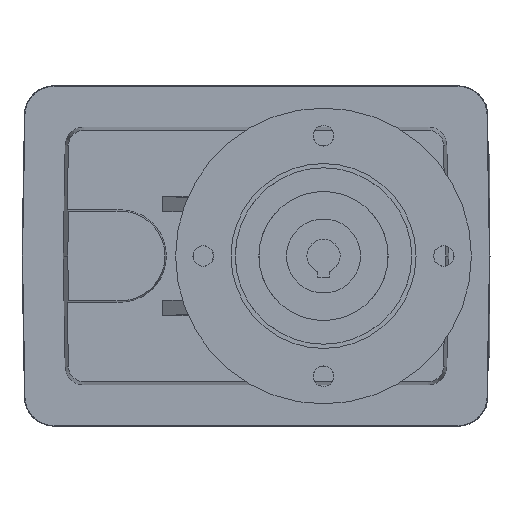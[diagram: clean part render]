
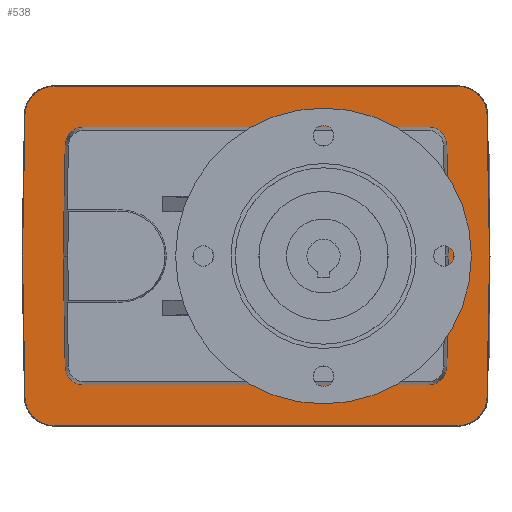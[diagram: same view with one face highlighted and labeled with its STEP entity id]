
A CAD part, left-side view. The second image highlights one B-rep face of the part: STEP entity #538.
In plain terms, the highlighted planar face has unit normal (-1, 0, 0).
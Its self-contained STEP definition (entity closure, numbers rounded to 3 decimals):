
#538 = ADVANCED_FACE( 'NONE', ( #1459, #1460 ), #1461, .T. );
#1459 = FACE_OUTER_BOUND( '', #2849, .T. );
#1460 = FACE_BOUND( '', #2850, .T. );
#1461 = PLANE( '', #2851 );
#2849 = EDGE_LOOP( '', ( #4817, #4818, #4819, #4820, #4821, #4822, #4823, #4824, #4825, #4826 ) );
#2850 = EDGE_LOOP( '', ( #4827, #4828, #4829, #4830, #4831, #4832, #4833, #4834, #4835, #4836 ) );
#2851 = AXIS2_PLACEMENT_3D( '', #4837, #4838, #4839 );
#4817 = ORIENTED_EDGE( '', *, *, #9028, .T. );
#4818 = ORIENTED_EDGE( '', *, *, #9088, .T. );
#4819 = ORIENTED_EDGE( '', *, *, #9089, .T. );
#4820 = ORIENTED_EDGE( '', *, *, #8955, .T. );
#4821 = ORIENTED_EDGE( '', *, *, #9052, .T. );
#4822 = ORIENTED_EDGE( '', *, *, #9090, .T. );
#4823 = ORIENTED_EDGE( '', *, *, #9091, .T. );
#4824 = ORIENTED_EDGE( '', *, *, #9010, .T. );
#4825 = ORIENTED_EDGE( '', *, *, #9092, .T. );
#4826 = ORIENTED_EDGE( '', *, *, #9093, .T. );
#4827 = ORIENTED_EDGE( '', *, *, #8893, .F. );
#4828 = ORIENTED_EDGE( '', *, *, #9094, .F. );
#4829 = ORIENTED_EDGE( '', *, *, #9095, .F. );
#4830 = ORIENTED_EDGE( '', *, *, #9096, .F. );
#4831 = ORIENTED_EDGE( '', *, *, #9097, .F. );
#4832 = ORIENTED_EDGE( '', *, *, #9098, .F. );
#4833 = ORIENTED_EDGE( '', *, *, #9099, .F. );
#4834 = ORIENTED_EDGE( '', *, *, #9100, .F. );
#4835 = ORIENTED_EDGE( '', *, *, #9101, .F. );
#4836 = ORIENTED_EDGE( '', *, *, #9102, .F. );
#4837 = CARTESIAN_POINT( '', ( 11.976, 72.835, 95.651 ) );
#4838 = DIRECTION( '', ( -1., 0., 0. ) );
#4839 = DIRECTION( '', ( 0., 0., 1. ) );
#8893 = EDGE_CURVE( 'NONE', #10410, #10411, #10412, .F. );
#8955 = EDGE_CURVE( 'NONE', #10524, #10522, #10525, .T. );
#9010 = EDGE_CURVE( 'NONE', #10623, #10621, #10624, .T. );
#9028 = EDGE_CURVE( 'NONE', #10654, #10652, #10655, .T. );
#9052 = EDGE_CURVE( 'NONE', #10522, #10694, #10696, .T. );
#9088 = EDGE_CURVE( 'NONE', #10652, #10757, #10758, .T. );
#9089 = EDGE_CURVE( 'NONE', #10757, #10524, #10759, .T. );
#9090 = EDGE_CURVE( 'NONE', #10694, #10760, #10761, .T. );
#9091 = EDGE_CURVE( 'NONE', #10760, #10623, #10762, .T. );
#9092 = EDGE_CURVE( 'NONE', #10621, #10763, #10764, .T. );
#9093 = EDGE_CURVE( 'NONE', #10763, #10654, #10765, .T. );
#9094 = EDGE_CURVE( 'NONE', #10766, #10410, #10767, .F. );
#9095 = EDGE_CURVE( 'NONE', #10768, #10766, #10769, .T. );
#9096 = EDGE_CURVE( 'NONE', #10770, #10768, #10771, .F. );
#9097 = EDGE_CURVE( 'NONE', #10772, #10770, #10773, .T. );
#9098 = EDGE_CURVE( 'NONE', #10774, #10772, #10775, .F. );
#9099 = EDGE_CURVE( 'NONE', #10776, #10774, #10777, .F. );
#9100 = EDGE_CURVE( 'NONE', #10778, #10776, #10779, .T. );
#9101 = EDGE_CURVE( 'NONE', #10780, #10778, #10781, .F. );
#9102 = EDGE_CURVE( 'NONE', #10411, #10780, #10782, .T. );
#10410 = VERTEX_POINT( 'NONE', #12673 );
#10411 = VERTEX_POINT( 'NONE', #12674 );
#10412 = LINE( '', #12675, #12676 );
#10522 = VERTEX_POINT( 'NONE', #13011 );
#10524 = VERTEX_POINT( 'NONE', #13014 );
#10525 = LINE( '', #13015, #13016 );
#10621 = VERTEX_POINT( 'NONE', #13186 );
#10623 = VERTEX_POINT( 'NONE', #13189 );
#10624 = CIRCLE( '', #13190, 7.86 );
#10652 = VERTEX_POINT( 'NONE', #13263 );
#10654 = VERTEX_POINT( 'NONE', #13266 );
#10655 = LINE( '', #13267, #13268 );
#10694 = VERTEX_POINT( 'NONE', #13354 );
#10696 = CIRCLE( '', #13357, 7.86 );
#10757 = VERTEX_POINT( 'NONE', #13442 );
#10758 = LINE( '', #13443, #13444 );
#10759 = CIRCLE( '', #13445, 7.86 );
#10760 = VERTEX_POINT( 'NONE', #13446 );
#10761 = LINE( '', #13447, #13448 );
#10762 = LINE( '', #13449, #13450 );
#10763 = VERTEX_POINT( 'NONE', #13451 );
#10764 = LINE( '', #13452, #13453 );
#10765 = CIRCLE( '', #13454, 7.86 );
#10766 = VERTEX_POINT( 'NONE', #13455 );
#10767 = LINE( '', #13456, #13457 );
#10768 = VERTEX_POINT( 'NONE', #13458 );
#10769 = CIRCLE( '', #13459, 5. );
#10770 = VERTEX_POINT( 'NONE', #13460 );
#10771 = LINE( '', #13461, #13462 );
#10772 = VERTEX_POINT( 'NONE', #13463 );
#10773 = CIRCLE( '', #13464, 5. );
#10774 = VERTEX_POINT( 'NONE', #13465 );
#10775 = LINE( '', #13466, #13467 );
#10776 = VERTEX_POINT( 'NONE', #13468 );
#10777 = LINE( '', #13469, #13470 );
#10778 = VERTEX_POINT( 'NONE', #13471 );
#10779 = CIRCLE( '', #13472, 5. );
#10780 = VERTEX_POINT( 'NONE', #13473 );
#10781 = LINE( '', #13474, #13475 );
#10782 = CIRCLE( '', #13476, 5. );
#12673 = CARTESIAN_POINT( '', ( 11.976, 70.359, 57.651 ) );
#12674 = CARTESIAN_POINT( '', ( 11.976, 69.836, 27.704 ) );
#12675 = CARTESIAN_POINT( '', ( 11.976, 70.359, 57.651 ) );
#12676 = VECTOR( '', #17299, 1000. );
#13011 = CARTESIAN_POINT( '', ( 11.976, -36.335, 11.791 ) );
#13014 = CARTESIAN_POINT( '', ( 11.976, 72.835, 11.791 ) );
#13015 = CARTESIAN_POINT( '', ( 11.976, 72.835, 11.791 ) );
#13016 = VECTOR( '', #17385, 1000. );
#13186 = CARTESIAN_POINT( '', ( 11.976, -36.335, 103.512 ) );
#13189 = CARTESIAN_POINT( '', ( 11.976, -44.195, 95.789 ) );
#13190 = AXIS2_PLACEMENT_3D( '', #17452, #17453, #17454 );
#13263 = CARTESIAN_POINT( '', ( 11.976, 81.36, 57.651 ) );
#13266 = CARTESIAN_POINT( '', ( 11.976, 80.695, 95.789 ) );
#13267 = CARTESIAN_POINT( '', ( 11.976, 80.695, 95.789 ) );
#13268 = VECTOR( '', #17468, 1000. );
#13354 = CARTESIAN_POINT( '', ( 11.976, -44.195, 19.514 ) );
#13357 = AXIS2_PLACEMENT_3D( '', #17490, #17491, #17492 );
#13442 = CARTESIAN_POINT( '', ( 11.976, 80.695, 19.514 ) );
#13443 = CARTESIAN_POINT( '', ( 11.976, 82.021, 95.491 ) );
#13444 = VECTOR( '', #17541, 1000. );
#13445 = AXIS2_PLACEMENT_3D( '', #17542, #17543, #17544 );
#13446 = CARTESIAN_POINT( '', ( 11.976, -44.86, 57.651 ) );
#13447 = CARTESIAN_POINT( '', ( 11.976, -45.488, 93.586 ) );
#13448 = VECTOR( '', #17545, 1000. );
#13449 = CARTESIAN_POINT( '', ( 11.976, -44.161, 97.694 ) );
#13450 = VECTOR( '', #17546, 1000. );
#13451 = CARTESIAN_POINT( '', ( 11.976, 72.835, 103.512 ) );
#13452 = CARTESIAN_POINT( '', ( 11.976, 72.835, 103.512 ) );
#13453 = VECTOR( '', #17547, 1000. );
#13454 = AXIS2_PLACEMENT_3D( '', #17548, #17549, #17550 );
#13455 = CARTESIAN_POINT( '', ( 11.976, 69.836, 87.599 ) );
#13456 = CARTESIAN_POINT( '', ( 11.976, 70.359, 57.651 ) );
#13457 = VECTOR( '', #17551, 1000. );
#13458 = CARTESIAN_POINT( '', ( 11.976, 64.837, 92.512 ) );
#13459 = AXIS2_PLACEMENT_3D( '', #17552, #17553, #17554 );
#13460 = CARTESIAN_POINT( '', ( 11.976, -28.337, 92.512 ) );
#13461 = CARTESIAN_POINT( '', ( 11.976, 64.837, 92.512 ) );
#13462 = VECTOR( '', #17555, 1000. );
#13463 = CARTESIAN_POINT( '', ( 11.976, -33.336, 87.599 ) );
#13464 = AXIS2_PLACEMENT_3D( '', #17556, #17557, #17558 );
#13465 = CARTESIAN_POINT( '', ( 11.976, -33.859, 57.651 ) );
#13466 = CARTESIAN_POINT( '', ( 11.976, -33.336, 87.599 ) );
#13467 = VECTOR( '', #17559, 1000. );
#13468 = CARTESIAN_POINT( '', ( 11.976, -33.336, 27.704 ) );
#13469 = CARTESIAN_POINT( '', ( 11.976, -33.336, 27.704 ) );
#13470 = VECTOR( '', #17560, 1000. );
#13471 = CARTESIAN_POINT( '', ( 11.976, -28.337, 22.791 ) );
#13472 = AXIS2_PLACEMENT_3D( '', #17561, #17562, #17563 );
#13473 = CARTESIAN_POINT( '', ( 11.976, 64.837, 22.791 ) );
#13474 = CARTESIAN_POINT( '', ( 11.976, 64.837, 22.791 ) );
#13475 = VECTOR( '', #17564, 1000. );
#13476 = AXIS2_PLACEMENT_3D( '', #17565, #17566, #17567 );
#17299 = DIRECTION( '', ( 0., 0.017, 1. ) );
#17385 = DIRECTION( '', ( 0., -1., 0. ) );
#17452 = CARTESIAN_POINT( '', ( 11.976, -36.335, 95.651 ) );
#17453 = DIRECTION( '', ( -1., 0., 0. ) );
#17454 = DIRECTION( '', ( 0., 0., 1. ) );
#17468 = DIRECTION( '', ( 0., 0.017, -1. ) );
#17490 = CARTESIAN_POINT( '', ( 11.976, -36.335, 19.651 ) );
#17491 = DIRECTION( '', ( -1., 0., 0. ) );
#17492 = DIRECTION( '', ( 0., 0., 1. ) );
#17541 = DIRECTION( '', ( 0., -0.017, -1. ) );
#17542 = CARTESIAN_POINT( '', ( 11.976, 72.835, 19.651 ) );
#17543 = DIRECTION( '', ( -1., 0., 0. ) );
#17544 = DIRECTION( '', ( 0., 0., 1. ) );
#17545 = DIRECTION( '', ( 0., -0.017, 1. ) );
#17546 = DIRECTION( '', ( 0., 0.017, 1. ) );
#17547 = DIRECTION( '', ( 0., 1., 0. ) );
#17548 = CARTESIAN_POINT( '', ( 11.976, 72.835, 95.651 ) );
#17549 = DIRECTION( '', ( -1., 0., 0. ) );
#17550 = DIRECTION( '', ( 0., 0., 1. ) );
#17551 = DIRECTION( '', ( 0., -0.017, 1. ) );
#17552 = CARTESIAN_POINT( '', ( 11.976, 64.837, 87.512 ) );
#17553 = DIRECTION( '', ( -1., 0., 0. ) );
#17554 = DIRECTION( '', ( 0., 0., 1. ) );
#17555 = DIRECTION( '', ( 0., -1., 0. ) );
#17556 = CARTESIAN_POINT( '', ( 11.976, -28.337, 87.512 ) );
#17557 = DIRECTION( '', ( -1., 0., 0. ) );
#17558 = DIRECTION( '', ( 0., 0., 1. ) );
#17559 = DIRECTION( '', ( 0., -0.017, -1. ) );
#17560 = DIRECTION( '', ( 0., 0.017, -1. ) );
#17561 = CARTESIAN_POINT( '', ( 11.976, -28.337, 27.791 ) );
#17562 = DIRECTION( '', ( -1., 0., 0. ) );
#17563 = DIRECTION( '', ( 0., 0., 1. ) );
#17564 = DIRECTION( '', ( 0., 1., 0. ) );
#17565 = CARTESIAN_POINT( '', ( 11.976, 64.837, 27.791 ) );
#17566 = DIRECTION( '', ( -1., 0., 0. ) );
#17567 = DIRECTION( '', ( 0., 0., 1. ) );
